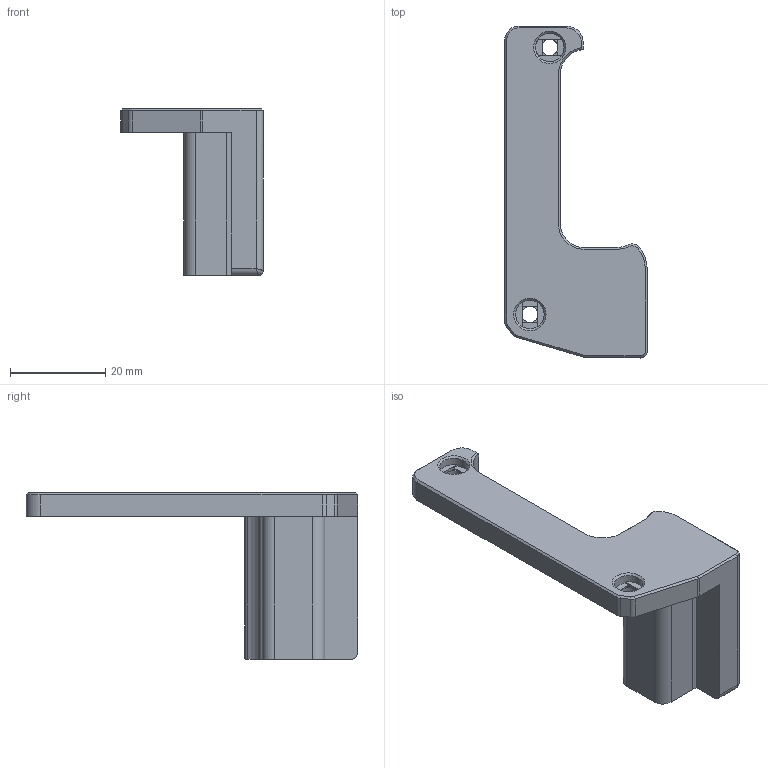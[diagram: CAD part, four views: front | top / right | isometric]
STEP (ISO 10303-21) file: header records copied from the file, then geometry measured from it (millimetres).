
FILE_DESCRIPTION(/* description */ (''),/* implementation_level */ '2;1');
FILE_NAME(/* name */ 'Rear_X_Endstop_Mount.step',/* time_stamp */ '2023-10-13T16:11:53-04:00',/* author */ (''),/* organization */ (''),/* preprocessor_version */ 'ST-DEVELOPER v20',/* originating_system */ 'Autodesk Translation Framework v12.14.0.127',/* authorisation */ '');
FILE_SCHEMA (('AUTOMOTIVE_DESIGN { 1 0 10303 214 3 1 1 }'));
Length unit declared in the file: millimetre
Products named in the file (2): A_Drive_X_Endstop; X_Endstop
Assembly tree (1 placements, depth 2):
  A_Drive_X_Endstop
    X_Endstop
Bounding box: 29.93 x 69.67 x 35 mm (x, y, z)
Volume: 13497.6 mm3; surface area: 5957.5 mm2
Topology: 1 solids, 5 shells, 124 faces, 295 edges, 182 vertices
Faces by surface type: plane 69, cylinder 32, cone 13, bspline 9, torus 1
Full cylindrical faces by diameter (mm): 1.75 x2, 3.4 x2, 6 x2
Entity records: 5528 total; most frequent: CARTESIAN_POINT 2624, DIRECTION 589, ORIENTED_EDGE 588, EDGE_CURVE 294, AXIS2_PLACEMENT_3D 204, VERTEX_POINT 182, LINE 181, VECTOR 181
